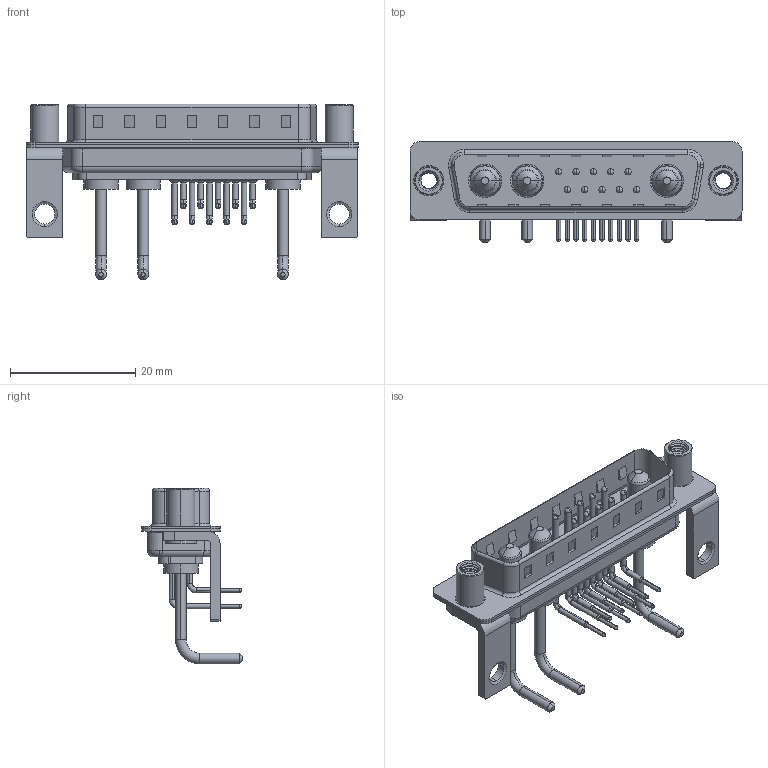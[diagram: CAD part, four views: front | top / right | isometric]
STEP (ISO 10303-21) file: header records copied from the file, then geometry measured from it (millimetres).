
FILE_DESCRIPTION (( 'STEP AP203' ), '1' );
FILE_NAME ('629-13W3650-1TE.STEP', '2022-05-10T07:59:18', ( '' ), ( '' ), 'SwSTEP 2.0', 'SolidWorks 2020', '' );
FILE_SCHEMA (( 'CONFIG_CONTROL_DESIGN' ));
Length unit declared in the file: millimetre
Products named in the file (9): 629Combo Housing_13W3; Power Pin_Ext 10A RA; 629Combo Stabilizer Bracket; 629Combo Shell Front_25 Contacts; 629Combo Shell Rear_25 Contacts; 629-13W3650-1TE; 629Combo Threaded Standoff_D; 629Combo Contact Row 1; 629Combo Contact Row 2
Assembly tree (20 placements, depth 2):
  629-13W3650-1TE
    629Combo Housing_13W3
    629Combo Shell Rear_25 Contacts
    629Combo Shell Front_25 Contacts
    629Combo Stabilizer Bracket  x2
    629Combo Threaded Standoff_D  x2
    Power Pin_Ext 10A RA  x3
    629Combo Contact Row 1  x5
    629Combo Contact Row 2  x5
Bounding box: 53.05 x 16.05 x 28.08 mm (x, y, z)
Volume: 3468.1 mm3; surface area: 8256.8 mm2
Topology: 23 solids, 23 shells, 1703 faces, 4613 edges, 2978 vertices
Faces by surface type: plane 863, cylinder 632, cone 77, bspline 69, torus 62
Entity records: 26003 total; most frequent: CARTESIAN_POINT 6463, DIRECTION 3921, ORIENTED_EDGE 3766, EDGE_CURVE 1883, AXIS2_PLACEMENT_3D 1396, VERTEX_POINT 1213, VECTOR 1129, LINE 1129
